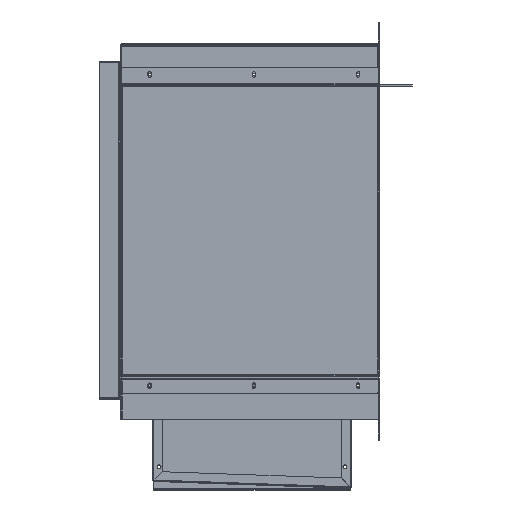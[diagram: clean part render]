
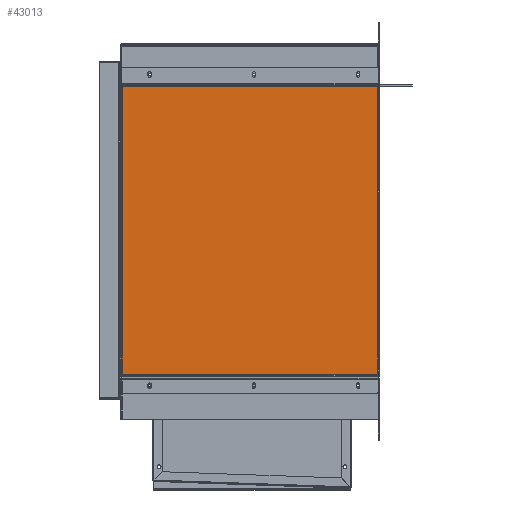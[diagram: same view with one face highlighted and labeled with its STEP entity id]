
A CAD part, left-side view. The second image highlights one B-rep face of the part: STEP entity #43013.
In plain terms, the highlighted face is planar.
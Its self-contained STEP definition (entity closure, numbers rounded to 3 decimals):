
#320 = ORIENTED_EDGE ( 'NONE', *, *, #48679, .F. ) ;
#477 = VECTOR ( 'NONE', #47269, 1000. ) ;
#479 = AXIS2_PLACEMENT_3D ( 'NONE', #46724, #20860, #38372 ) ;
#1265 = EDGE_CURVE ( 'NONE', #17391, #51352, #11382, .T. ) ;
#2072 = CARTESIAN_POINT ( 'NONE',  ( -308., -172.5, -1. ) ) ;
#4128 = EDGE_CURVE ( 'NONE', #37854, #18095, #22905, .T. ) ;
#5612 = DIRECTION ( 'NONE',  ( 0., 1., 0. ) ) ;
#6660 = CARTESIAN_POINT ( 'NONE',  ( -2., 172.5, -1. ) ) ;
#7751 = VECTOR ( 'NONE', #5612, 1000. ) ;
#8182 = CARTESIAN_POINT ( 'NONE',  ( -2., -172.5, -1. ) ) ;
#9074 = ORIENTED_EDGE ( 'NONE', *, *, #18457, .F. ) ;
#10839 = CARTESIAN_POINT ( 'NONE',  ( -308., 172.5, -1. ) ) ;
#10849 = EDGE_LOOP ( 'NONE', ( #9074, #22463, #320, #14496 ) ) ;
#11382 = LINE ( 'NONE', #32592, #19628 ) ;
#13097 = LINE ( 'NONE', #20835, #477 ) ;
#14496 = ORIENTED_EDGE ( 'NONE', *, *, #4128, .F. ) ;
#17391 = VERTEX_POINT ( 'NONE', #2072 ) ;
#18095 = VERTEX_POINT ( 'NONE', #10839 ) ;
#18457 = EDGE_CURVE ( 'NONE', #51352, #37854, #48982, .T. ) ;
#19628 = VECTOR ( 'NONE', #37460, 1000. ) ;
#20308 = FACE_OUTER_BOUND ( 'NONE', #10849, .T. ) ;
#20835 = CARTESIAN_POINT ( 'NONE',  ( -308., 174.5, -1. ) ) ;
#20860 = DIRECTION ( 'NONE',  ( 0., 0., 1. ) ) ;
#22463 = ORIENTED_EDGE ( 'NONE', *, *, #1265, .F. ) ;
#22905 = LINE ( 'NONE', #40707, #52857 ) ;
#32592 = CARTESIAN_POINT ( 'NONE',  ( -308., -172.5, -1. ) ) ;
#37460 = DIRECTION ( 'NONE',  ( 1., 0., 0. ) ) ;
#37854 = VERTEX_POINT ( 'NONE', #6660 ) ;
#38372 = DIRECTION ( 'NONE',  ( 1., 0., 0. ) ) ;
#40602 = CARTESIAN_POINT ( 'NONE',  ( -2., -172.793, -1. ) ) ;
#40707 = CARTESIAN_POINT ( 'NONE',  ( -1.707, 172.5, -1. ) ) ;
#43013 = ADVANCED_FACE ( 'NONE', ( #20308 ), #56172, .F. ) ;
#44455 = DIRECTION ( 'NONE',  ( -1., 0., 0. ) ) ;
#46724 = CARTESIAN_POINT ( 'NONE',  ( 0., 0., -1. ) ) ;
#47269 = DIRECTION ( 'NONE',  ( 0., -1., 0. ) ) ;
#48679 = EDGE_CURVE ( 'NONE', #18095, #17391, #13097, .T. ) ;
#48982 = LINE ( 'NONE', #40602, #7751 ) ;
#51352 = VERTEX_POINT ( 'NONE', #8182 ) ;
#52857 = VECTOR ( 'NONE', #44455, 1000. ) ;
#56172 = PLANE ( 'NONE',  #479 ) ;
